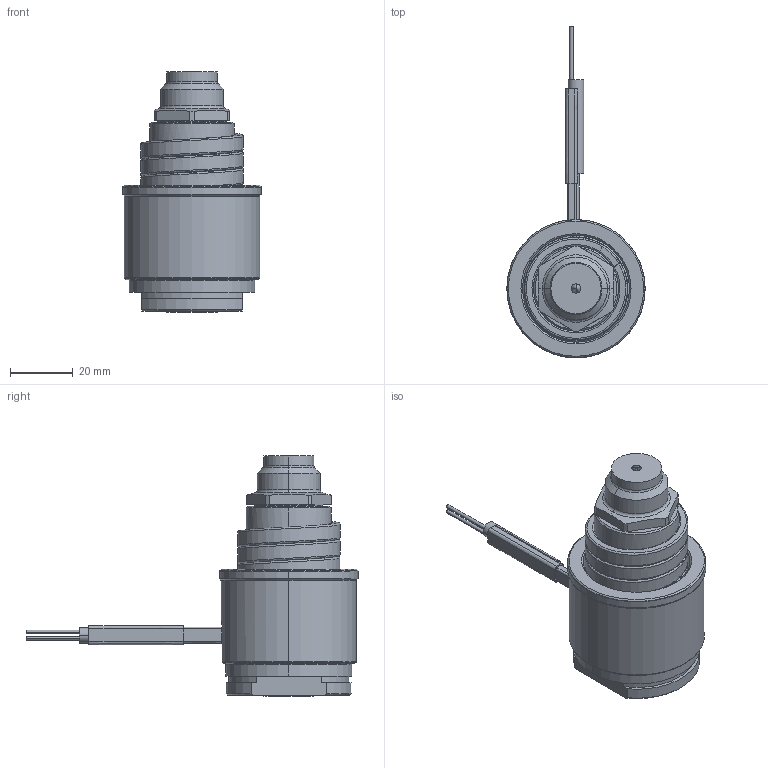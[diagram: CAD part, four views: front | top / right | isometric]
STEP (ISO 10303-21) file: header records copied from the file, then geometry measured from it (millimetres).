
FILE_DESCRIPTION((''),'2;1');
FILE_NAME('EL-76-BEU-N','2014-02-28T',('Íàòàëüÿ'),('IMID'),'PRO/ENGINEER BY PARAMETRIC TECHNOLOGY CORPORATION, 2010180','PRO/ENGINEER BY PARAMETRIC TECHNOLOGY CORPORATION, 2010180','');
FILE_SCHEMA(('CONFIG_CONTROL_DESIGN'));
Length unit declared in the file: millimetre
Products named in the file (1): EL-76-BEU-N
Bounding box: 44 x 105.5 x 76.3 mm (x, y, z)
Volume: 67487 mm3; surface area: 29530.3 mm2
Topology: 1 solids, 9 shells, 332 faces, 823 edges, 495 vertices
Faces by surface type: cylinder 107, cone 62, bspline 59, plane 54, torus 31, revolution 9, extrusion 8, sphere 2
Entity records: 17474 total; most frequent: CARTESIAN_POINT 9981, ORIENTED_EDGE 1606, DIRECTION 1450, EDGE_CURVE 815, AXIS2_PLACEMENT_3D 581, VERTEX_POINT 495, EDGE_LOOP 356, FACE_OUTER_BOUND 332
